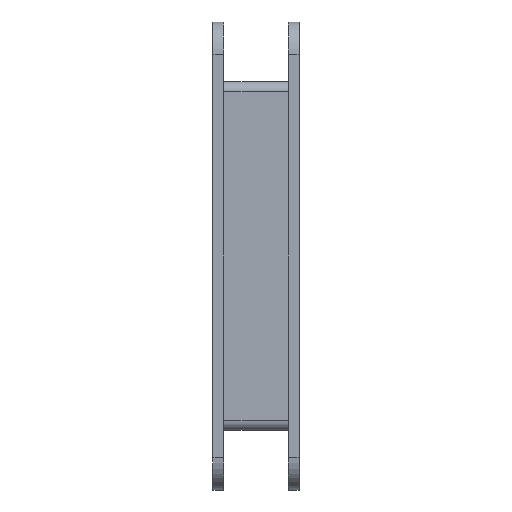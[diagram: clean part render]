
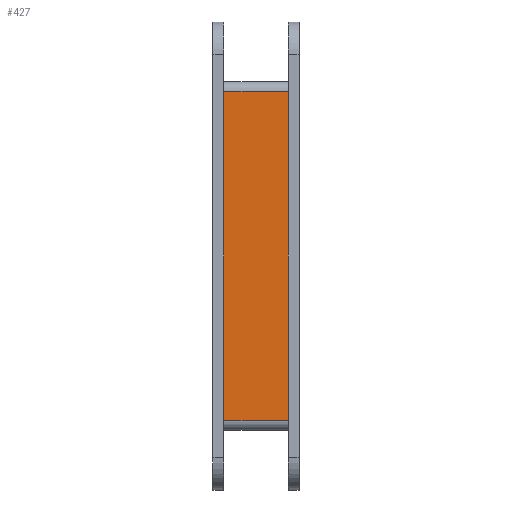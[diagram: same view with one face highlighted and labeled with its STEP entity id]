
A CAD part, left-side view. The second image highlights one B-rep face of the part: STEP entity #427.
In plain terms, the highlighted planar face has unit normal (-1, 0, 0).
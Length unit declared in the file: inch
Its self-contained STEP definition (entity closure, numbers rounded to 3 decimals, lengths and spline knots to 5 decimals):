
#51 = EDGE_CURVE ( 'NONE', #2359, #1192, #291, .T. ) ;
#60 = CARTESIAN_POINT ( 'NONE',  ( -2., 0.375, 4. ) ) ;
#113 = VECTOR ( 'NONE', #246, 39.37008 ) ;
#197 = VERTEX_POINT ( 'NONE', #782 ) ;
#232 = DIRECTION ( 'NONE',  ( -1., 0., 0. ) ) ;
#246 = DIRECTION ( 'NONE',  ( 0., 0., -1. ) ) ;
#291 = LINE ( 'NONE', #471, #1716 ) ;
#427 = ADVANCED_FACE ( 'NONE', ( #1440 ), #1209, .T. ) ;
#454 = EDGE_CURVE ( 'NONE', #197, #1163, #2243, .T. ) ;
#471 = CARTESIAN_POINT ( 'NONE',  ( -2., -0.375, 4. ) ) ;
#547 = ORIENTED_EDGE ( 'NONE', *, *, #2426, .T. ) ;
#782 = CARTESIAN_POINT ( 'NONE',  ( -2., 0.375, 3.892 ) ) ;
#823 = ORIENTED_EDGE ( 'NONE', *, *, #51, .T. ) ;
#944 = DIRECTION ( 'NONE',  ( 0., 1., 0. ) ) ;
#967 = LINE ( 'NONE', #2371, #2125 ) ;
#1083 = ORIENTED_EDGE ( 'NONE', *, *, #454, .T. ) ;
#1163 = VERTEX_POINT ( 'NONE', #1960 ) ;
#1192 = VERTEX_POINT ( 'NONE', #2003 ) ;
#1209 = PLANE ( 'NONE',  #2361 ) ;
#1230 = CARTESIAN_POINT ( 'NONE',  ( -2., 0.375, 4. ) ) ;
#1338 = DIRECTION ( 'NONE',  ( 0., -1., 0. ) ) ;
#1440 = FACE_OUTER_BOUND ( 'NONE', #2179, .T. ) ;
#1457 = CARTESIAN_POINT ( 'NONE',  ( -2., 0.375, 3.892 ) ) ;
#1510 = LINE ( 'NONE', #1457, #1981 ) ;
#1538 = ORIENTED_EDGE ( 'NONE', *, *, #1836, .T. ) ;
#1642 = DIRECTION ( 'NONE',  ( 0., 0., 1. ) ) ;
#1677 = DIRECTION ( 'NONE',  ( 0., 0., 1. ) ) ;
#1716 = VECTOR ( 'NONE', #1677, 39.37008 ) ;
#1836 = EDGE_CURVE ( 'NONE', #1192, #197, #1510, .T. ) ;
#1960 = CARTESIAN_POINT ( 'NONE',  ( -2., 0.375, 0.108 ) ) ;
#1981 = VECTOR ( 'NONE', #944, 39.37008 ) ;
#2003 = CARTESIAN_POINT ( 'NONE',  ( -2., -0.375, 3.892 ) ) ;
#2125 = VECTOR ( 'NONE', #1338, 39.37008 ) ;
#2179 = EDGE_LOOP ( 'NONE', ( #1083, #547, #823, #1538 ) ) ;
#2243 = LINE ( 'NONE', #60, #113 ) ;
#2359 = VERTEX_POINT ( 'NONE', #2508 ) ;
#2361 = AXIS2_PLACEMENT_3D ( 'NONE', #1230, #232, #1642 ) ;
#2371 = CARTESIAN_POINT ( 'NONE',  ( -2., 0.375, 0.108 ) ) ;
#2426 = EDGE_CURVE ( 'NONE', #1163, #2359, #967, .T. ) ;
#2508 = CARTESIAN_POINT ( 'NONE',  ( -2., -0.375, 0.108 ) ) ;
